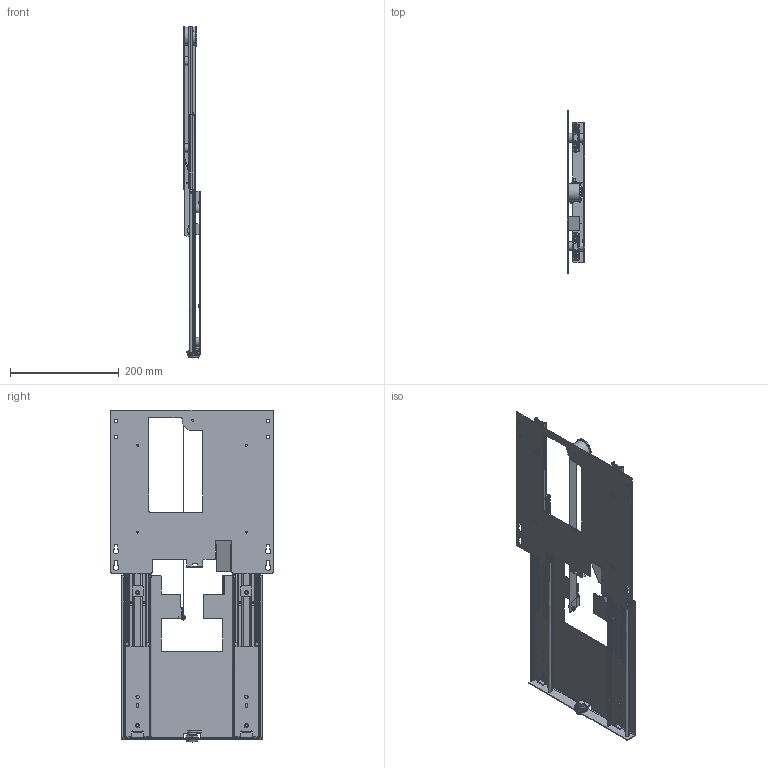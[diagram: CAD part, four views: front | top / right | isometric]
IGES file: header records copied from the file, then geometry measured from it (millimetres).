
Global section: file name: ZE-011_G_open; native system: Autodesk Inventor 2026; preprocessor: unknown; author: Dirk Czerwinski; date: 20250513.075254; units: millimetre
Bounding box: 32.3 x 300 x 611 mm (x, y, z)
Volume: 423623.1 mm3; surface area: 538246.9 mm2
Topology: 41 solids, 41 shells, 2067 faces, 5452 edges, 3474 vertices
Faces by surface type: bspline 2067
